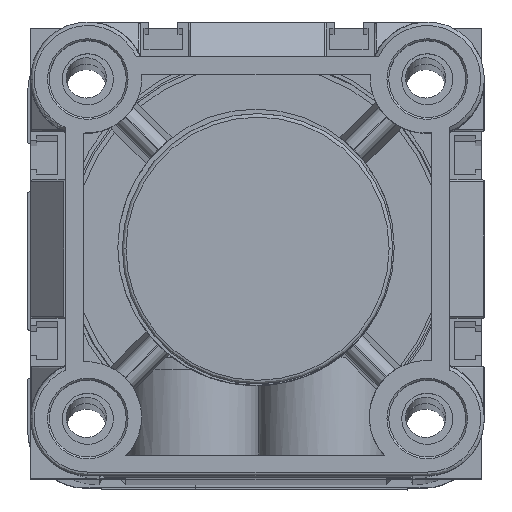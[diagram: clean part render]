
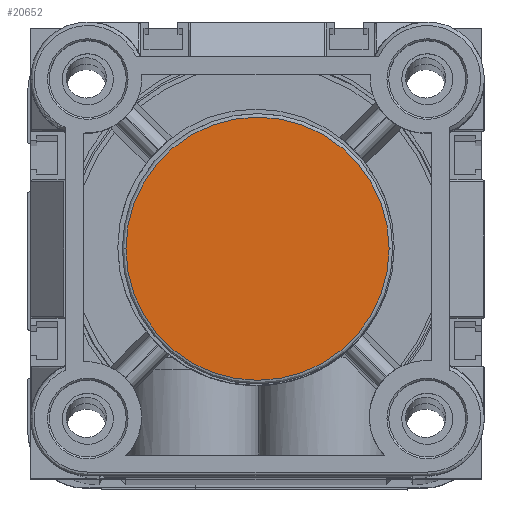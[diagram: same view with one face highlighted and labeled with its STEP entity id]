
A CAD part, top view. The second image highlights one B-rep face of the part: STEP entity #20652.
In plain terms, the highlighted face is planar.
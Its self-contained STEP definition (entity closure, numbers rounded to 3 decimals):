
#1750 = DIRECTION ( 'NONE',  ( 1., 0., 0. ) ) ;
#2700 = CIRCLE ( 'NONE', #16762, 21.9 ) ;
#4345 = DIRECTION ( 'NONE',  ( 0., 0., -1. ) ) ;
#7050 = PLANE ( 'NONE',  #21518 ) ;
#9342 = AXIS2_PLACEMENT_3D ( 'NONE', #19920, #4345, #22513 ) ;
#12321 = DIRECTION ( 'NONE',  ( 0., 0., 1. ) ) ;
#14757 = EDGE_LOOP ( 'NONE', ( #19191, #21994 ) ) ;
#14859 = CARTESIAN_POINT ( 'NONE',  ( 53.9, 32., -3.95 ) ) ;
#15546 = VERTEX_POINT ( 'NONE', #29469 ) ;
#16762 = AXIS2_PLACEMENT_3D ( 'NONE', #32946, #17340, #1750 ) ;
#17340 = DIRECTION ( 'NONE',  ( 0., 0., -1. ) ) ;
#19191 = ORIENTED_EDGE ( 'NONE', *, *, #20607, .T. ) ;
#19920 = CARTESIAN_POINT ( 'NONE',  ( 32., 32., -3.95 ) ) ;
#20607 = EDGE_CURVE ( 'NONE', #21148, #15546, #32176, .T. ) ;
#20652 = ADVANCED_FACE ( 'NONE', ( #31360 ), #7050, .F. ) ;
#21118 = EDGE_CURVE ( 'NONE', #15546, #21148, #2700, .T. ) ;
#21148 = VERTEX_POINT ( 'NONE', #14859 ) ;
#21518 = AXIS2_PLACEMENT_3D ( 'NONE', #25220, #12321, #30466 ) ;
#21994 = ORIENTED_EDGE ( 'NONE', *, *, #21118, .T. ) ;
#22513 = DIRECTION ( 'NONE',  ( 1., 0., 0. ) ) ;
#25220 = CARTESIAN_POINT ( 'NONE',  ( 0., 0., -3.95 ) ) ;
#29469 = CARTESIAN_POINT ( 'NONE',  ( 10.1, 32., -3.95 ) ) ;
#30466 = DIRECTION ( 'NONE',  ( 1., 0., 0. ) ) ;
#31360 = FACE_OUTER_BOUND ( 'NONE', #14757, .T. ) ;
#32176 = CIRCLE ( 'NONE', #9342, 21.9 ) ;
#32946 = CARTESIAN_POINT ( 'NONE',  ( 32., 32., -3.95 ) ) ;
